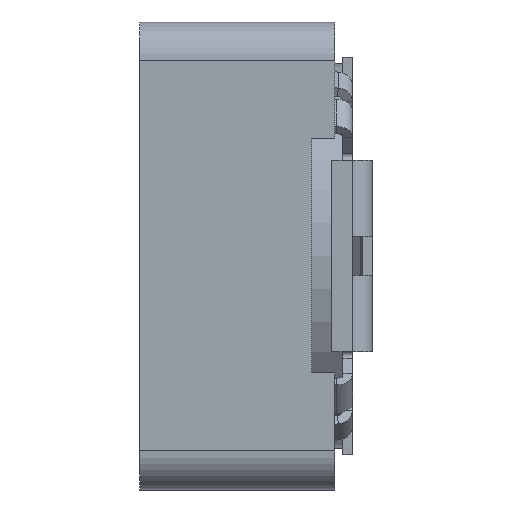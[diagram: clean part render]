
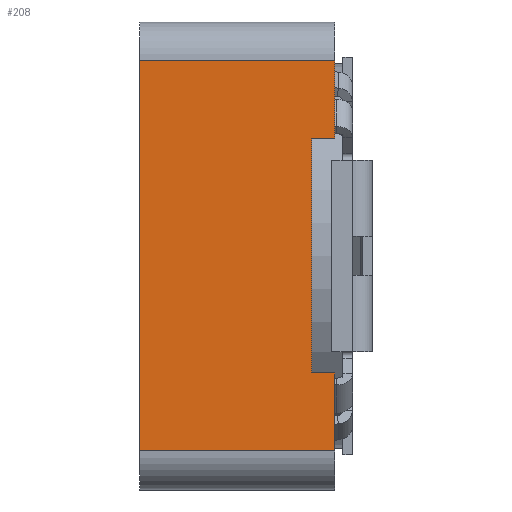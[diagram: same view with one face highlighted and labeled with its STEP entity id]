
A CAD part, left-side view. The second image highlights one B-rep face of the part: STEP entity #208.
In plain terms, the highlighted face is planar.
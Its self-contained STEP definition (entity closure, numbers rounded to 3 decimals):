
#30 = DIRECTION ( 'NONE',  ( 0., 1., 0. ) ) ;
#57 = LINE ( 'NONE', #7016, #6502 ) ;
#79 = CARTESIAN_POINT ( 'NONE',  ( 6., 5., -3. ) ) ;
#89 = CARTESIAN_POINT ( 'NONE',  ( 6., 4.4, -3. ) ) ;
#208 = ADVANCED_FACE ( 'NONE', ( #7892 ), #1540, .F. ) ;
#260 = CARTESIAN_POINT ( 'NONE',  ( 6., 5., 6. ) ) ;
#657 = CARTESIAN_POINT ( 'NONE',  ( 6., 5., -5. ) ) ;
#983 = CARTESIAN_POINT ( 'NONE',  ( 6., 5., 6. ) ) ;
#999 = CARTESIAN_POINT ( 'NONE',  ( 6., 0., -5. ) ) ;
#1001 = LINE ( 'NONE', #260, #3442 ) ;
#1454 = EDGE_CURVE ( 'NONE', #7119, #2052, #4484, .T. ) ;
#1540 = PLANE ( 'NONE',  #5863 ) ;
#1578 = CARTESIAN_POINT ( 'NONE',  ( 6., 5., 5. ) ) ;
#1980 = ORIENTED_EDGE ( 'NONE', *, *, #3380, .F. ) ;
#2052 = VERTEX_POINT ( 'NONE', #79 ) ;
#2068 = CARTESIAN_POINT ( 'NONE',  ( 6., 5., 5. ) ) ;
#2134 = DIRECTION ( 'NONE',  ( 0., 0., -1. ) ) ;
#2344 = VECTOR ( 'NONE', #7780, 1000. ) ;
#2395 = DIRECTION ( 'NONE',  ( 0., 1., 0. ) ) ;
#2681 = LINE ( 'NONE', #1578, #7175 ) ;
#2709 = CARTESIAN_POINT ( 'NONE',  ( 6., 5., 3. ) ) ;
#2719 = CARTESIAN_POINT ( 'NONE',  ( 6., 4.4, 0. ) ) ;
#2728 = ORIENTED_EDGE ( 'NONE', *, *, #7222, .T. ) ;
#2739 = CARTESIAN_POINT ( 'NONE',  ( 6., 0., 5. ) ) ;
#2785 = LINE ( 'NONE', #2719, #3972 ) ;
#2866 = LINE ( 'NONE', #7411, #7751 ) ;
#2882 = VECTOR ( 'NONE', #7246, 1000. ) ;
#2887 = VERTEX_POINT ( 'NONE', #2709 ) ;
#3085 = EDGE_CURVE ( 'NONE', #5169, #6939, #2866, .T. ) ;
#3228 = ORIENTED_EDGE ( 'NONE', *, *, #4369, .T. ) ;
#3282 = VECTOR ( 'NONE', #30, 1000. ) ;
#3380 = EDGE_CURVE ( 'NONE', #7658, #2887, #1001, .T. ) ;
#3442 = VECTOR ( 'NONE', #7804, 1000. ) ;
#3520 = DIRECTION ( 'NONE',  ( 0., 0., 1. ) ) ;
#3609 = EDGE_LOOP ( 'NONE', ( #1980, #3777, #3228, #6568, #6329, #6599, #4395, #2728 ) ) ;
#3626 = LINE ( 'NONE', #6592, #2344 ) ;
#3777 = ORIENTED_EDGE ( 'NONE', *, *, #5173, .T. ) ;
#3882 = LINE ( 'NONE', #4189, #2882 ) ;
#3936 = CARTESIAN_POINT ( 'NONE',  ( 6., 4.4, -3. ) ) ;
#3972 = VECTOR ( 'NONE', #2134, 1000. ) ;
#4029 = DIRECTION ( 'NONE',  ( 0., 0., -1. ) ) ;
#4141 = DIRECTION ( 'NONE',  ( -1., 0., 0. ) ) ;
#4189 = CARTESIAN_POINT ( 'NONE',  ( 6., 5., 6. ) ) ;
#4369 = EDGE_CURVE ( 'NONE', #5952, #5169, #57, .T. ) ;
#4395 = ORIENTED_EDGE ( 'NONE', *, *, #5034, .F. ) ;
#4484 = LINE ( 'NONE', #89, #3282 ) ;
#4753 = DIRECTION ( 'NONE',  ( 0., -1., 0. ) ) ;
#5034 = EDGE_CURVE ( 'NONE', #7470, #7119, #2785, .T. ) ;
#5169 = VERTEX_POINT ( 'NONE', #999 ) ;
#5173 = EDGE_CURVE ( 'NONE', #7658, #5952, #2681, .T. ) ;
#5186 = EDGE_CURVE ( 'NONE', #2052, #6939, #3882, .T. ) ;
#5863 = AXIS2_PLACEMENT_3D ( 'NONE', #983, #4141, #3520 ) ;
#5952 = VERTEX_POINT ( 'NONE', #2739 ) ;
#6329 = ORIENTED_EDGE ( 'NONE', *, *, #5186, .F. ) ;
#6502 = VECTOR ( 'NONE', #4029, 1000. ) ;
#6568 = ORIENTED_EDGE ( 'NONE', *, *, #3085, .T. ) ;
#6592 = CARTESIAN_POINT ( 'NONE',  ( 6., 4.4, 3. ) ) ;
#6599 = ORIENTED_EDGE ( 'NONE', *, *, #1454, .F. ) ;
#6813 = CARTESIAN_POINT ( 'NONE',  ( 6., 4.4, 3. ) ) ;
#6939 = VERTEX_POINT ( 'NONE', #657 ) ;
#7016 = CARTESIAN_POINT ( 'NONE',  ( 6., 0., 6. ) ) ;
#7119 = VERTEX_POINT ( 'NONE', #3936 ) ;
#7175 = VECTOR ( 'NONE', #4753, 1000. ) ;
#7222 = EDGE_CURVE ( 'NONE', #7470, #2887, #3626, .T. ) ;
#7246 = DIRECTION ( 'NONE',  ( 0., 0., -1. ) ) ;
#7411 = CARTESIAN_POINT ( 'NONE',  ( 6., 5., -5. ) ) ;
#7470 = VERTEX_POINT ( 'NONE', #6813 ) ;
#7658 = VERTEX_POINT ( 'NONE', #2068 ) ;
#7751 = VECTOR ( 'NONE', #2395, 1000. ) ;
#7780 = DIRECTION ( 'NONE',  ( 0., 1., 0. ) ) ;
#7804 = DIRECTION ( 'NONE',  ( 0., 0., -1. ) ) ;
#7892 = FACE_OUTER_BOUND ( 'NONE', #3609, .T. ) ;
